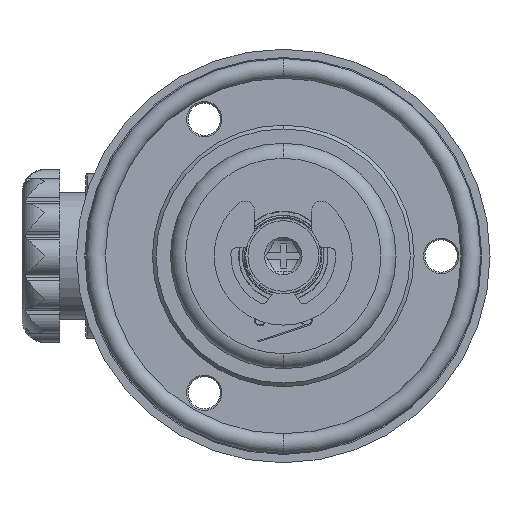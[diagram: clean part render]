
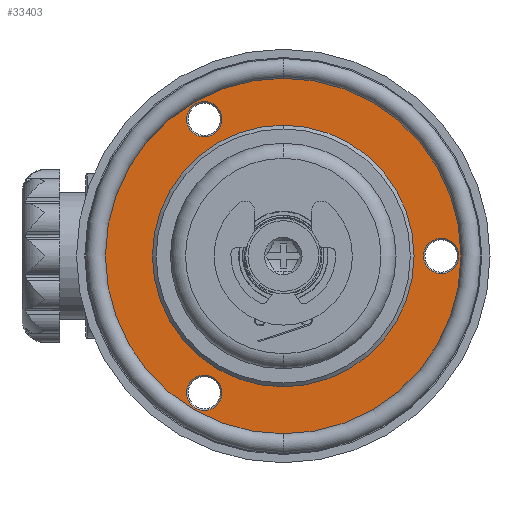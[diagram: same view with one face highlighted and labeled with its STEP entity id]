
A CAD part, front view. The second image highlights one B-rep face of the part: STEP entity #33403.
In plain terms, the highlighted planar face has unit normal (0, -1, 0).
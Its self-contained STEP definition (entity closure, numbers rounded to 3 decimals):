
#1131 = VERTEX_POINT ( 'NONE', #9906 ) ;
#1211 = DIRECTION ( 'NONE',  ( 0., 1., 0. ) ) ;
#1216 = AXIS2_PLACEMENT_3D ( 'NONE', #29901, #23677, #34927 ) ;
#1451 = ORIENTED_EDGE ( 'NONE', *, *, #32783, .T. ) ;
#1487 = EDGE_CURVE ( 'NONE', #30550, #13276, #25994, .T. ) ;
#2145 = CARTESIAN_POINT ( 'NONE',  ( 21., 9.5, 2.35 ) ) ;
#2359 = FACE_BOUND ( 'NONE', #36111, .T. ) ;
#3159 = AXIS2_PLACEMENT_3D ( 'NONE', #30107, #30273, #7105 ) ;
#3801 = AXIS2_PLACEMENT_3D ( 'NONE', #4673, #33000, #32452 ) ;
#4673 = CARTESIAN_POINT ( 'NONE',  ( 0., 9.5, 0. ) ) ;
#6183 = EDGE_LOOP ( 'NONE', ( #16634, #7130 ) ) ;
#6274 = DIRECTION ( 'NONE',  ( 0., 0., -1. ) ) ;
#6919 = DIRECTION ( 'NONE',  ( 0., 0., 1. ) ) ;
#7105 = DIRECTION ( 'NONE',  ( 0., 0., -1. ) ) ;
#7130 = ORIENTED_EDGE ( 'NONE', *, *, #31273, .T. ) ;
#7309 = CARTESIAN_POINT ( 'NONE',  ( -10.5, 9.5, 15.837 ) ) ;
#7577 = EDGE_LOOP ( 'NONE', ( #30358, #27386 ) ) ;
#8259 = CIRCLE ( 'NONE', #28846, 2.35 ) ;
#8391 = DIRECTION ( 'NONE',  ( 0., -1., 0. ) ) ;
#8815 = CIRCLE ( 'NONE', #32927, 2.35 ) ;
#8818 = DIRECTION ( 'NONE',  ( 0., 0., -1. ) ) ;
#9326 = DIRECTION ( 'NONE',  ( 0., 0., -1. ) ) ;
#9521 = AXIS2_PLACEMENT_3D ( 'NONE', #22375, #8391, #33620 ) ;
#9829 = CIRCLE ( 'NONE', #30990, 17.4 ) ;
#9906 = CARTESIAN_POINT ( 'NONE',  ( 0., 9.5, -23.65 ) ) ;
#10680 = VERTEX_POINT ( 'NONE', #22429 ) ;
#10746 = VERTEX_POINT ( 'NONE', #27913 ) ;
#10756 = AXIS2_PLACEMENT_3D ( 'NONE', #16731, #13801, #8818 ) ;
#11795 = CIRCLE ( 'NONE', #1216, 23.65 ) ;
#11874 = ORIENTED_EDGE ( 'NONE', *, *, #23477, .F. ) ;
#13276 = VERTEX_POINT ( 'NONE', #16829 ) ;
#13770 = CARTESIAN_POINT ( 'NONE',  ( 0., 9.5, 0. ) ) ;
#13801 = DIRECTION ( 'NONE',  ( 0., 1., 0. ) ) ;
#14256 = ORIENTED_EDGE ( 'NONE', *, *, #1487, .T. ) ;
#14804 = EDGE_LOOP ( 'NONE', ( #1451, #29398 ) ) ;
#16634 = ORIENTED_EDGE ( 'NONE', *, *, #21582, .T. ) ;
#16663 = CIRCLE ( 'NONE', #24899, 2.35 ) ;
#16731 = CARTESIAN_POINT ( 'NONE',  ( 21., 9.5, 0. ) ) ;
#16745 = AXIS2_PLACEMENT_3D ( 'NONE', #28824, #29543, #6919 ) ;
#16829 = CARTESIAN_POINT ( 'NONE',  ( 21., 9.5, -2.35 ) ) ;
#17801 = DIRECTION ( 'NONE',  ( 0., 1., 0. ) ) ;
#18091 = DIRECTION ( 'NONE',  ( 0., 0., -1. ) ) ;
#18226 = AXIS2_PLACEMENT_3D ( 'NONE', #19848, #31470, #6274 ) ;
#19720 = VERTEX_POINT ( 'NONE', #30951 ) ;
#19848 = CARTESIAN_POINT ( 'NONE',  ( -10.5, 9.5, -18.187 ) ) ;
#20128 = VERTEX_POINT ( 'NONE', #7309 ) ;
#21475 = CARTESIAN_POINT ( 'NONE',  ( -10.5, 9.5, -20.537 ) ) ;
#21582 = EDGE_CURVE ( 'NONE', #29445, #34770, #29585, .T. ) ;
#21958 = CIRCLE ( 'NONE', #3801, 23.65 ) ;
#22185 = FACE_OUTER_BOUND ( 'NONE', #27655, .T. ) ;
#22220 = DIRECTION ( 'NONE',  ( 0., 1., 0. ) ) ;
#22375 = CARTESIAN_POINT ( 'NONE',  ( -17.4, 9.5, 0. ) ) ;
#22429 = CARTESIAN_POINT ( 'NONE',  ( -10.5, 9.5, 20.537 ) ) ;
#22568 = CARTESIAN_POINT ( 'NONE',  ( 0., 9.5, -17.4 ) ) ;
#22800 = EDGE_CURVE ( 'NONE', #13276, #30550, #16663, .T. ) ;
#23477 = EDGE_CURVE ( 'NONE', #19720, #1131, #21958, .T. ) ;
#23677 = DIRECTION ( 'NONE',  ( 0., 1., 0. ) ) ;
#23945 = EDGE_CURVE ( 'NONE', #30381, #10746, #34975, .T. ) ;
#24076 = DIRECTION ( 'NONE',  ( 0., 0., -1. ) ) ;
#24899 = AXIS2_PLACEMENT_3D ( 'NONE', #26571, #1211, #18091 ) ;
#25708 = CARTESIAN_POINT ( 'NONE',  ( -10.5, 9.5, 18.187 ) ) ;
#25994 = CIRCLE ( 'NONE', #10756, 2.35 ) ;
#26571 = CARTESIAN_POINT ( 'NONE',  ( 21., 9.5, 0. ) ) ;
#26761 = ORIENTED_EDGE ( 'NONE', *, *, #31310, .F. ) ;
#27386 = ORIENTED_EDGE ( 'NONE', *, *, #23945, .T. ) ;
#27655 = EDGE_LOOP ( 'NONE', ( #11874, #26761 ) ) ;
#27913 = CARTESIAN_POINT ( 'NONE',  ( 0., 9.5, 17.4 ) ) ;
#27987 = EDGE_CURVE ( 'NONE', #10746, #30381, #9829, .T. ) ;
#28089 = FACE_BOUND ( 'NONE', #7577, .T. ) ;
#28824 = CARTESIAN_POINT ( 'NONE',  ( 0., 9.5, 0. ) ) ;
#28846 = AXIS2_PLACEMENT_3D ( 'NONE', #25708, #34187, #9326 ) ;
#28848 = CIRCLE ( 'NONE', #18226, 2.35 ) ;
#29398 = ORIENTED_EDGE ( 'NONE', *, *, #35929, .T. ) ;
#29445 = VERTEX_POINT ( 'NONE', #21475 ) ;
#29543 = DIRECTION ( 'NONE',  ( 0., 1., 0. ) ) ;
#29585 = CIRCLE ( 'NONE', #3159, 2.35 ) ;
#29901 = CARTESIAN_POINT ( 'NONE',  ( 0., 9.5, 0. ) ) ;
#30107 = CARTESIAN_POINT ( 'NONE',  ( -10.5, 9.5, -18.187 ) ) ;
#30273 = DIRECTION ( 'NONE',  ( 0., 1., 0. ) ) ;
#30295 = ORIENTED_EDGE ( 'NONE', *, *, #22800, .T. ) ;
#30358 = ORIENTED_EDGE ( 'NONE', *, *, #27987, .T. ) ;
#30381 = VERTEX_POINT ( 'NONE', #22568 ) ;
#30502 = FACE_BOUND ( 'NONE', #6183, .T. ) ;
#30550 = VERTEX_POINT ( 'NONE', #2145 ) ;
#30951 = CARTESIAN_POINT ( 'NONE',  ( 0., 9.5, 23.65 ) ) ;
#30990 = AXIS2_PLACEMENT_3D ( 'NONE', #13770, #22220, #36036 ) ;
#31266 = CARTESIAN_POINT ( 'NONE',  ( -10.5, 9.5, -15.837 ) ) ;
#31273 = EDGE_CURVE ( 'NONE', #34770, #29445, #28848, .T. ) ;
#31310 = EDGE_CURVE ( 'NONE', #1131, #19720, #11795, .T. ) ;
#31470 = DIRECTION ( 'NONE',  ( 0., 1., 0. ) ) ;
#32452 = DIRECTION ( 'NONE',  ( 0., 0., 1. ) ) ;
#32783 = EDGE_CURVE ( 'NONE', #20128, #10680, #8259, .T. ) ;
#32927 = AXIS2_PLACEMENT_3D ( 'NONE', #35134, #17801, #24076 ) ;
#33000 = DIRECTION ( 'NONE',  ( 0., 1., 0. ) ) ;
#33403 = ADVANCED_FACE ( 'NONE', ( #36167, #30502, #2359, #28089, #22185 ), #36355, .T. ) ;
#33620 = DIRECTION ( 'NONE',  ( 0., 0., -1. ) ) ;
#34187 = DIRECTION ( 'NONE',  ( 0., 1., 0. ) ) ;
#34770 = VERTEX_POINT ( 'NONE', #31266 ) ;
#34927 = DIRECTION ( 'NONE',  ( 0., 0., 1. ) ) ;
#34975 = CIRCLE ( 'NONE', #16745, 17.4 ) ;
#35134 = CARTESIAN_POINT ( 'NONE',  ( -10.5, 9.5, 18.187 ) ) ;
#35929 = EDGE_CURVE ( 'NONE', #10680, #20128, #8815, .T. ) ;
#36036 = DIRECTION ( 'NONE',  ( 0., 0., 1. ) ) ;
#36111 = EDGE_LOOP ( 'NONE', ( #30295, #14256 ) ) ;
#36167 = FACE_BOUND ( 'NONE', #14804, .T. ) ;
#36355 = PLANE ( 'NONE',  #9521 ) ;
